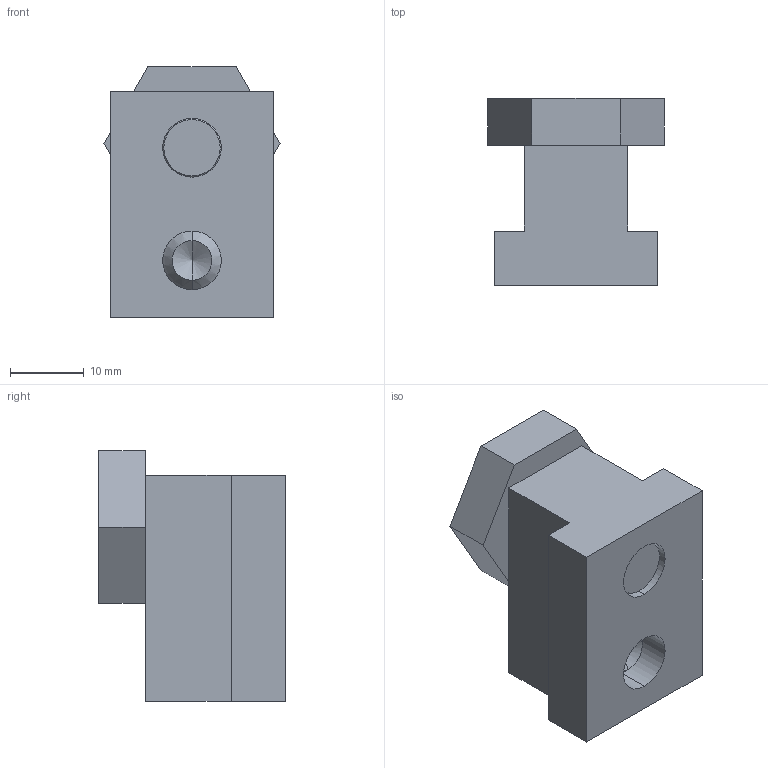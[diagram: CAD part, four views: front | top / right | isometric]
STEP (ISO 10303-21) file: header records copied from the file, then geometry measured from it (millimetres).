
FILE_DESCRIPTION (( 'STEP AP203' ), '1' );
FILE_NAME ('MiteeBite-50428.step.step', '2013-08-10T07:36:40', ( 'Windows User' ), ( '' ), 'SwSTEP 2.0', 'SolidWorks 2013', '' );
FILE_SCHEMA (( 'CONFIG_CONTROL_DESIGN' ));
Length unit declared in the file: millimetre
Products named in the file (6): MiteeBite-50428.step_Socket Set Screw Cup Point_AI; MiteeBite-50428.step; MiteeBite-50428.step_10371; MiteeBite-50428.step_10206; MiteeBite-50428.step_10206A; MiteeBite-50428.step_10643
Assembly tree (5 placements, depth 3):
  MiteeBite-50428.step
    MiteeBite-50428.step_10206A
      MiteeBite-50428.step_10371
      MiteeBite-50428.step_10206
    MiteeBite-50428.step_10643
    MiteeBite-50428.step_Socket Set Screw Cup Point_AI
Bounding box: 23.83 x 25.3 x 33.88 mm (x, y, z)
Volume: 12384.5 mm3; surface area: 6787.1 mm2
Topology: 4 solids, 4 shells, 68 faces, 158 edges, 98 vertices
Faces by surface type: plane 42, cylinder 14, cone 10, sphere 2
Entity records: 2613 total; most frequent: CARTESIAN_POINT 414, DIRECTION 346, ORIENTED_EDGE 308, EDGE_CURVE 154, AXIS2_PLACEMENT_3D 119, LINE 108, VECTOR 108, VERTEX_POINT 98
